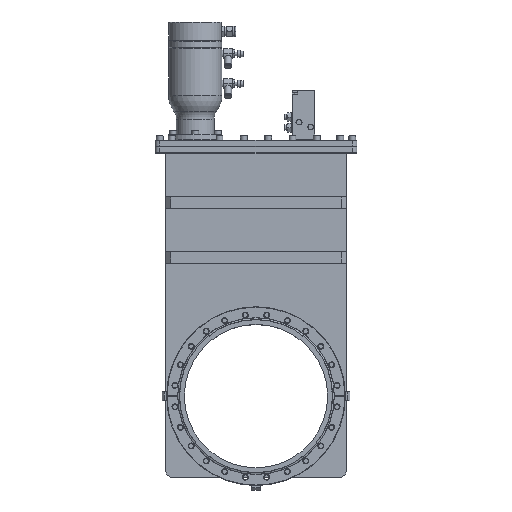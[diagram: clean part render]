
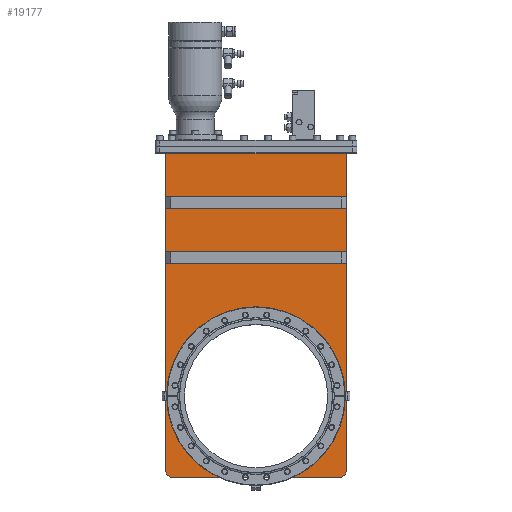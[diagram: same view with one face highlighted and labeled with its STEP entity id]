
A CAD part, top view. The second image highlights one B-rep face of the part: STEP entity #19177.
In plain terms, the highlighted planar face has unit normal (0, 0, 1).
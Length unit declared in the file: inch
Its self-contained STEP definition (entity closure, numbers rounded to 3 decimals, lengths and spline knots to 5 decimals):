
#2089=CARTESIAN_POINT('',(4.655,-4.155,0.7025));
#2090=DIRECTION('',(0.,0.,1.));
#2091=DIRECTION('',(0.,-1.,0.));
#2092=AXIS2_PLACEMENT_3D('',#2089,#2090,#2091);
#4538=DIRECTION('',(-1.,0.,0.));
#4539=VECTOR('',#4538,2.64512);
#4540=CARTESIAN_POINT('',(4.655,-4.54,0.7025));
#4541=LINE('',#4540,#4539);
#4542=CARTESIAN_POINT('',(0.,0.,0.7025));
#4543=DIRECTION('',(0.,0.,-1.));
#4544=DIRECTION('',(0.,1.,0.));
#4545=AXIS2_PLACEMENT_3D('',#4542,#4543,#4544);
#4547=CARTESIAN_POINT('',(0.,0.,0.7025));
#4548=DIRECTION('',(0.,0.,1.));
#4549=DIRECTION('',(0.,1.,0.));
#4550=AXIS2_PLACEMENT_3D('',#4547,#4548,#4549);
#4552=DIRECTION('',(-1.,0.,0.));
#4553=VECTOR('',#4552,2.64512);
#4554=CARTESIAN_POINT('',(-2.00988,-4.54,0.7025));
#4555=LINE('',#4554,#4553);
#4556=DIRECTION('',(0.,-1.,0.));
#4557=VECTOR('',#4556,17.715);
#4558=CARTESIAN_POINT('',(-5.04,13.56,0.7025));
#4559=LINE('',#4558,#4557);
#4560=DIRECTION('',(1.,0.,0.));
#4561=VECTOR('',#4560,10.08);
#4562=CARTESIAN_POINT('',(-5.04,13.56,0.7025));
#4563=LINE('',#4562,#4561);
#4564=DIRECTION('',(0.,1.,0.));
#4565=VECTOR('',#4564,17.715);
#4566=CARTESIAN_POINT('',(5.04,-4.155,0.7025));
#4567=LINE('',#4566,#4565);
#4568=DIRECTION('',(1.,0.,0.));
#4569=VECTOR('',#4568,10.04);
#4570=CARTESIAN_POINT('',(-5.02,7.425,0.7025));
#4571=LINE('',#4570,#4569);
#4572=DIRECTION('',(0.,1.,0.));
#4573=VECTOR('',#4572,0.625);
#4574=CARTESIAN_POINT('',(5.02,7.425,0.7025));
#4575=LINE('',#4574,#4573);
#4576=DIRECTION('',(1.,0.,0.));
#4577=VECTOR('',#4576,10.04);
#4578=CARTESIAN_POINT('',(-5.02,8.05,0.7025));
#4579=LINE('',#4578,#4577);
#4580=DIRECTION('',(0.,-1.,0.));
#4581=VECTOR('',#4580,0.625);
#4582=CARTESIAN_POINT('',(-5.02,8.05,0.7025));
#4583=LINE('',#4582,#4581);
#4584=DIRECTION('',(1.,0.,0.));
#4585=VECTOR('',#4584,10.04);
#4586=CARTESIAN_POINT('',(-5.02,10.49,0.7025));
#4587=LINE('',#4586,#4585);
#4588=DIRECTION('',(0.,1.,0.));
#4589=VECTOR('',#4588,0.625);
#4590=CARTESIAN_POINT('',(5.02,10.49,0.7025));
#4591=LINE('',#4590,#4589);
#4592=DIRECTION('',(1.,0.,0.));
#4593=VECTOR('',#4592,10.04);
#4594=CARTESIAN_POINT('',(-5.02,11.115,0.7025));
#4595=LINE('',#4594,#4593);
#4596=DIRECTION('',(0.,-1.,0.));
#4597=VECTOR('',#4596,0.625);
#4598=CARTESIAN_POINT('',(-5.02,11.115,0.7025));
#4599=LINE('',#4598,#4597);
#4627=CARTESIAN_POINT('',(-4.655,-4.155,0.7025));
#4628=DIRECTION('',(0.,0.,1.));
#4629=DIRECTION('',(-1.,0.,0.));
#4630=AXIS2_PLACEMENT_3D('',#4627,#4628,#4629);
#10185=CARTESIAN_POINT('',(-5.04,13.56,0.7025));
#10186=CARTESIAN_POINT('',(5.04,13.56,0.7025));
#10187=VERTEX_POINT('',#10185);
#10188=VERTEX_POINT('',#10186);
#10205=CARTESIAN_POINT('',(4.655,-4.54,0.7025));
#10206=CARTESIAN_POINT('',(5.04,-4.155,0.7025));
#10207=VERTEX_POINT('',#10205);
#10208=VERTEX_POINT('',#10206);
#10213=CARTESIAN_POINT('',(-5.04,-4.155,0.7025));
#10214=CARTESIAN_POINT('',(-4.655,-4.54,0.7025));
#10215=VERTEX_POINT('',#10213);
#10216=VERTEX_POINT('',#10214);
#12209=CARTESIAN_POINT('',(2.00988,-4.54,0.7025));
#12211=VERTEX_POINT('',#12209);
#12213=CARTESIAN_POINT('',(-2.00988,-4.54,0.7025));
#12214=VERTEX_POINT('',#12213);
#12255=CARTESIAN_POINT('',(0.,4.965,0.7025));
#12256=VERTEX_POINT('',#12255);
#12257=CARTESIAN_POINT('',(-5.02,7.425,0.7025));
#12258=CARTESIAN_POINT('',(5.02,7.425,0.7025));
#12259=VERTEX_POINT('',#12257);
#12260=VERTEX_POINT('',#12258);
#12261=CARTESIAN_POINT('',(-5.02,8.05,0.7025));
#12262=CARTESIAN_POINT('',(5.02,8.05,0.7025));
#12263=VERTEX_POINT('',#12261);
#12264=VERTEX_POINT('',#12262);
#12265=CARTESIAN_POINT('',(-5.02,10.49,0.7025));
#12266=CARTESIAN_POINT('',(5.02,10.49,0.7025));
#12267=VERTEX_POINT('',#12265);
#12268=VERTEX_POINT('',#12266);
#12269=CARTESIAN_POINT('',(-5.02,11.115,0.7025));
#12270=CARTESIAN_POINT('',(5.02,11.115,0.7025));
#12271=VERTEX_POINT('',#12269);
#12272=VERTEX_POINT('',#12270);
#19140=CARTESIAN_POINT('',(0.,0.,0.7025));
#19141=DIRECTION('',(0.,0.,1.));
#19142=DIRECTION('',(1.,0.,0.));
#19143=AXIS2_PLACEMENT_3D('',#19140,#19141,#19142);
#19144=PLANE('',#19143);
#19145=ORIENTED_EDGE('',*,*,#15583,.T.);
#19146=ORIENTED_EDGE('',*,*,#19118,.F.);
#19147=ORIENTED_EDGE('',*,*,#19129,.T.);
#19148=ORIENTED_EDGE('',*,*,#15571,.T.);
#19150=ORIENTED_EDGE('',*,*,#19149,.F.);
#19151=ORIENTED_EDGE('',*,*,#15493,.F.);
#19152=ORIENTED_EDGE('',*,*,#15371,.T.);
#19153=ORIENTED_EDGE('',*,*,#15640,.F.);
#19154=ORIENTED_EDGE('',*,*,#15612,.F.);
#19155=EDGE_LOOP('',(#19145,#19146,#19147,#19148,#19150,#19151,#19152,#19153,
#19154));
#19156=FACE_OUTER_BOUND('',#19155,.F.);
#19158=ORIENTED_EDGE('',*,*,#19157,.T.);
#19160=ORIENTED_EDGE('',*,*,#19159,.T.);
#19162=ORIENTED_EDGE('',*,*,#19161,.F.);
#19164=ORIENTED_EDGE('',*,*,#19163,.T.);
#19165=EDGE_LOOP('',(#19158,#19160,#19162,#19164));
#19166=FACE_BOUND('',#19165,.F.);
#19168=ORIENTED_EDGE('',*,*,#19167,.T.);
#19170=ORIENTED_EDGE('',*,*,#19169,.T.);
#19172=ORIENTED_EDGE('',*,*,#19171,.F.);
#19174=ORIENTED_EDGE('',*,*,#19173,.T.);
#19175=EDGE_LOOP('',(#19168,#19170,#19172,#19174));
#19176=FACE_BOUND('',#19175,.F.);
#2093=CIRCLE('',#2092,0.385);
#4546=CIRCLE('',#4545,4.965);
#4551=CIRCLE('',#4550,4.965);
#4631=CIRCLE('',#4630,0.385);
#15371=EDGE_CURVE('',#10187,#10188,#4563,.T.);
#15493=EDGE_CURVE('',#10187,#10215,#4559,.T.);
#15571=EDGE_CURVE('',#12214,#10216,#4555,.T.);
#15583=EDGE_CURVE('',#10207,#12211,#4541,.T.);
#15612=EDGE_CURVE('',#10207,#10208,#2093,.T.);
#15640=EDGE_CURVE('',#10208,#10188,#4567,.T.);
#19118=EDGE_CURVE('',#12256,#12211,#4546,.T.);
#19129=EDGE_CURVE('',#12256,#12214,#4551,.T.);
#19149=EDGE_CURVE('',#10215,#10216,#4631,.T.);
#19157=EDGE_CURVE('',#12259,#12260,#4571,.T.);
#19159=EDGE_CURVE('',#12260,#12264,#4575,.T.);
#19161=EDGE_CURVE('',#12263,#12264,#4579,.T.);
#19163=EDGE_CURVE('',#12263,#12259,#4583,.T.);
#19167=EDGE_CURVE('',#12267,#12268,#4587,.T.);
#19169=EDGE_CURVE('',#12268,#12272,#4591,.T.);
#19171=EDGE_CURVE('',#12271,#12272,#4595,.T.);
#19173=EDGE_CURVE('',#12271,#12267,#4599,.T.);
#19177=ADVANCED_FACE('',(#19156,#19166,#19176),#19144,.T.);
